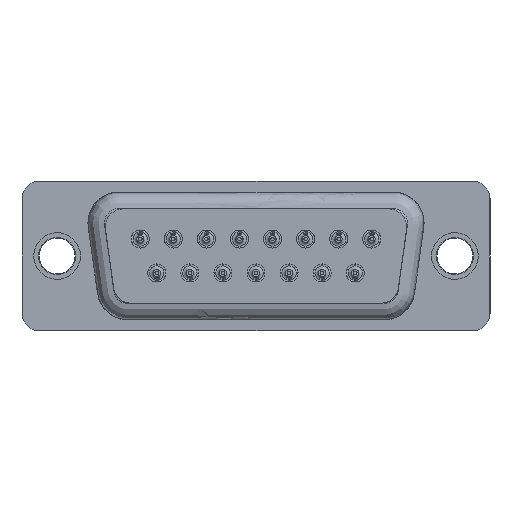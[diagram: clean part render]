
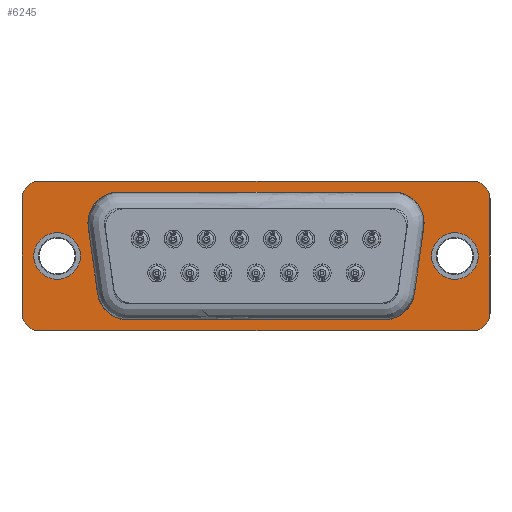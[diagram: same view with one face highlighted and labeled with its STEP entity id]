
A CAD part, front view. The second image highlights one B-rep face of the part: STEP entity #6245.
In plain terms, the highlighted planar face has unit normal (0, -1, 0).
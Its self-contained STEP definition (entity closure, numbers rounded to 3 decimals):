
#649=LINE('',#10153,#1142);
#650=LINE('',#10157,#1143);
#651=LINE('',#10161,#1144);
#652=LINE('',#10165,#1145);
#653=LINE('',#10169,#1146);
#654=LINE('',#10173,#1147);
#655=LINE('',#10177,#1148);
#656=LINE('',#10181,#1149);
#1142=VECTOR('',#8061,1000.);
#1143=VECTOR('',#8064,1000.);
#1144=VECTOR('',#8067,1000.);
#1145=VECTOR('',#8070,1000.);
#1146=VECTOR('',#8073,1000.);
#1147=VECTOR('',#8076,1000.);
#1148=VECTOR('',#8079,1000.);
#1149=VECTOR('',#8082,1000.);
#2149=ORIENTED_EDGE('',*,*,#3563,.T.);
#2150=ORIENTED_EDGE('',*,*,#3564,.T.);
#2151=ORIENTED_EDGE('',*,*,#3565,.T.);
#2152=ORIENTED_EDGE('',*,*,#3566,.T.);
#2153=ORIENTED_EDGE('',*,*,#3567,.T.);
#2154=ORIENTED_EDGE('',*,*,#3568,.T.);
#2155=ORIENTED_EDGE('',*,*,#3569,.T.);
#2156=ORIENTED_EDGE('',*,*,#3570,.T.);
#2157=ORIENTED_EDGE('',*,*,#3571,.T.);
#2158=ORIENTED_EDGE('',*,*,#3572,.T.);
#2159=ORIENTED_EDGE('',*,*,#3573,.F.);
#2160=ORIENTED_EDGE('',*,*,#3574,.F.);
#2161=ORIENTED_EDGE('',*,*,#3575,.F.);
#2162=ORIENTED_EDGE('',*,*,#3576,.F.);
#2163=ORIENTED_EDGE('',*,*,#3577,.F.);
#2164=ORIENTED_EDGE('',*,*,#3578,.F.);
#2165=ORIENTED_EDGE('',*,*,#3579,.F.);
#2166=ORIENTED_EDGE('',*,*,#3580,.F.);
#3563=EDGE_CURVE('',#4341,#4341,#4847,.T.);
#3564=EDGE_CURVE('',#4342,#4342,#4848,.T.);
#3565=EDGE_CURVE('',#4343,#4344,#4849,.T.);
#3566=EDGE_CURVE('',#4344,#4345,#649,.T.);
#3567=EDGE_CURVE('',#4345,#4346,#4850,.T.);
#3568=EDGE_CURVE('',#4346,#4347,#650,.T.);
#3569=EDGE_CURVE('',#4347,#4348,#4851,.T.);
#3570=EDGE_CURVE('',#4348,#4349,#651,.T.);
#3571=EDGE_CURVE('',#4349,#4350,#4852,.T.);
#3572=EDGE_CURVE('',#4350,#4343,#652,.T.);
#3573=EDGE_CURVE('',#4351,#4352,#4853,.T.);
#3574=EDGE_CURVE('',#4353,#4351,#653,.T.);
#3575=EDGE_CURVE('',#4354,#4353,#4854,.T.);
#3576=EDGE_CURVE('',#4355,#4354,#654,.T.);
#3577=EDGE_CURVE('',#4356,#4355,#4855,.T.);
#3578=EDGE_CURVE('',#4357,#4356,#655,.T.);
#3579=EDGE_CURVE('',#4358,#4357,#4856,.T.);
#3580=EDGE_CURVE('',#4352,#4358,#656,.T.);
#4341=VERTEX_POINT('',#10147);
#4342=VERTEX_POINT('',#10149);
#4343=VERTEX_POINT('',#10151);
#4344=VERTEX_POINT('',#10152);
#4345=VERTEX_POINT('',#10154);
#4346=VERTEX_POINT('',#10156);
#4347=VERTEX_POINT('',#10158);
#4348=VERTEX_POINT('',#10160);
#4349=VERTEX_POINT('',#10162);
#4350=VERTEX_POINT('',#10164);
#4351=VERTEX_POINT('',#10167);
#4352=VERTEX_POINT('',#10168);
#4353=VERTEX_POINT('',#10170);
#4354=VERTEX_POINT('',#10172);
#4355=VERTEX_POINT('',#10174);
#4356=VERTEX_POINT('',#10176);
#4357=VERTEX_POINT('',#10178);
#4358=VERTEX_POINT('',#10180);
#4847=CIRCLE('',#6831,1.95);
#4848=CIRCLE('',#6832,1.95);
#4849=CIRCLE('',#6833,2.6);
#4850=CIRCLE('',#6834,2.6);
#4851=CIRCLE('',#6835,2.6);
#4852=CIRCLE('',#6836,2.6);
#4853=CIRCLE('',#6837,1.5);
#4854=CIRCLE('',#6838,1.5);
#4855=CIRCLE('',#6839,1.5);
#4856=CIRCLE('',#6840,1.5);
#5184=EDGE_LOOP('',(#2149));
#5185=EDGE_LOOP('',(#2150));
#5186=EDGE_LOOP('',(#2151,#2152,#2153,#2154,#2155,#2156,#2157,#2158));
#5187=EDGE_LOOP('',(#2159,#2160,#2161,#2162,#2163,#2164,#2165,#2166));
#5700=FACE_BOUND('',#5184,.T.);
#5701=FACE_BOUND('',#5185,.T.);
#5702=FACE_BOUND('',#5186,.T.);
#5703=FACE_BOUND('',#5187,.T.);
#6022=PLANE('',#6830);
#6245=ADVANCED_FACE('',(#5700,#5701,#5702,#5703),#6022,.F.);
#6830=AXIS2_PLACEMENT_3D('',#10145,#8053,#8054);
#6831=AXIS2_PLACEMENT_3D('',#10146,#8055,#8056);
#6832=AXIS2_PLACEMENT_3D('',#10148,#8057,#8058);
#6833=AXIS2_PLACEMENT_3D('',#10150,#8059,#8060);
#6834=AXIS2_PLACEMENT_3D('',#10155,#8062,#8063);
#6835=AXIS2_PLACEMENT_3D('',#10159,#8065,#8066);
#6836=AXIS2_PLACEMENT_3D('',#10163,#8068,#8069);
#6837=AXIS2_PLACEMENT_3D('',#10166,#8071,#8072);
#6838=AXIS2_PLACEMENT_3D('',#10171,#8074,#8075);
#6839=AXIS2_PLACEMENT_3D('',#10175,#8077,#8078);
#6840=AXIS2_PLACEMENT_3D('',#10179,#8080,#8081);
#8053=DIRECTION('',(0.,1.,0.));
#8054=DIRECTION('',(0.,0.,1.));
#8055=DIRECTION('',(0.,1.,0.));
#8056=DIRECTION('',(0.,0.,1.));
#8057=DIRECTION('',(0.,1.,0.));
#8058=DIRECTION('',(0.,0.,1.));
#8059=DIRECTION('',(0.,1.,0.));
#8060=DIRECTION('',(1.,0.,0.));
#8061=DIRECTION('',(1.,0.,0.));
#8062=DIRECTION('',(0.,1.,0.));
#8063=DIRECTION('',(-1.,0.,0.));
#8064=DIRECTION('',(-0.139,0.,-0.99));
#8065=DIRECTION('',(0.,1.,0.));
#8066=DIRECTION('',(1.,0.,0.));
#8067=DIRECTION('',(-1.,0.,0.));
#8068=DIRECTION('',(0.,1.,0.));
#8069=DIRECTION('',(1.,0.,0.));
#8070=DIRECTION('',(-0.139,0.,0.99));
#8071=DIRECTION('',(0.,1.,0.));
#8072=DIRECTION('',(1.,0.,0.));
#8073=DIRECTION('',(0.,0.,1.));
#8074=DIRECTION('',(0.,1.,0.));
#8075=DIRECTION('',(1.,0.,0.));
#8076=DIRECTION('',(-1.,0.,0.));
#8077=DIRECTION('',(0.,1.,0.));
#8078=DIRECTION('',(1.,0.,0.));
#8079=DIRECTION('',(0.,0.,-1.));
#8080=DIRECTION('',(0.,1.,0.));
#8081=DIRECTION('',(-1.,0.,0.));
#8082=DIRECTION('',(1.,0.,0.));
#10145=CARTESIAN_POINT('',(-18.1,0.,4.775));
#10146=CARTESIAN_POINT('',(16.66,0.,0.));
#10147=CARTESIAN_POINT('',(16.66,0.,1.95));
#10148=CARTESIAN_POINT('',(-16.66,0.,0.));
#10149=CARTESIAN_POINT('',(-16.66,0.,1.95));
#10150=CARTESIAN_POINT('',(-11.48,0.,2.76));
#10151=CARTESIAN_POINT('',(-14.055,0.,2.398));
#10152=CARTESIAN_POINT('',(-11.48,0.,5.36));
#10153=CARTESIAN_POINT('',(-11.48,0.,5.36));
#10154=CARTESIAN_POINT('',(11.48,0.,5.36));
#10155=CARTESIAN_POINT('',(11.48,0.,2.76));
#10156=CARTESIAN_POINT('',(14.055,0.,2.398));
#10157=CARTESIAN_POINT('',(14.055,0.,2.398));
#10158=CARTESIAN_POINT('',(13.279,0.,-3.122));
#10159=CARTESIAN_POINT('',(10.704,0.,-2.76));
#10160=CARTESIAN_POINT('',(10.704,0.,-5.36));
#10161=CARTESIAN_POINT('',(10.704,0.,-5.36));
#10162=CARTESIAN_POINT('',(-10.704,0.,-5.36));
#10163=CARTESIAN_POINT('',(-10.704,0.,-2.76));
#10164=CARTESIAN_POINT('',(-13.279,0.,-3.122));
#10165=CARTESIAN_POINT('',(-13.279,0.,-3.122));
#10166=CARTESIAN_POINT('',(-18.1,0.,4.775));
#10167=CARTESIAN_POINT('',(-19.6,0.,4.775));
#10168=CARTESIAN_POINT('',(-18.1,0.,6.275));
#10169=CARTESIAN_POINT('',(-19.6,0.,-4.775));
#10170=CARTESIAN_POINT('',(-19.6,0.,-4.775));
#10171=CARTESIAN_POINT('',(-18.1,0.,-4.775));
#10172=CARTESIAN_POINT('',(-18.1,0.,-6.275));
#10173=CARTESIAN_POINT('',(18.1,0.,-6.275));
#10174=CARTESIAN_POINT('',(18.1,0.,-6.275));
#10175=CARTESIAN_POINT('',(18.1,0.,-4.775));
#10176=CARTESIAN_POINT('',(19.6,0.,-4.775));
#10177=CARTESIAN_POINT('',(19.6,0.,4.775));
#10178=CARTESIAN_POINT('',(19.6,0.,4.775));
#10179=CARTESIAN_POINT('',(18.1,0.,4.775));
#10180=CARTESIAN_POINT('',(18.1,0.,6.275));
#10181=CARTESIAN_POINT('',(-18.1,0.,6.275));
